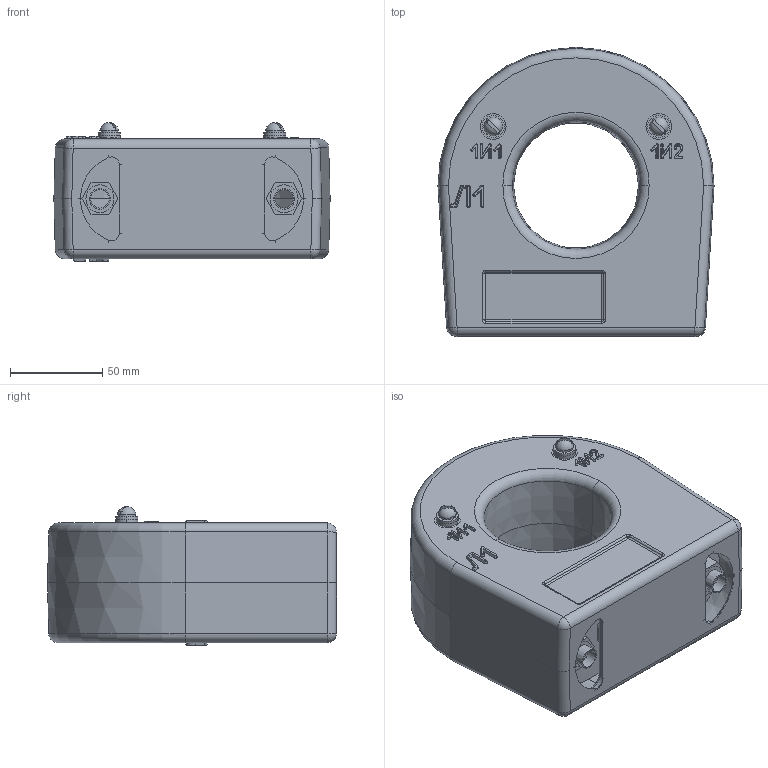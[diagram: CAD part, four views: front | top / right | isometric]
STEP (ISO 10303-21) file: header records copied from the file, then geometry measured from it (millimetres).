
FILE_DESCRIPTION (( 'STEP AP203' ), '1' );
FILE_NAME ('ﾒﾄﾋ-0,66.STEP', '2022-08-08T04:41:16', ( '' ), ( '' ), 'SwSTEP 2.0', 'SolidWorks 2010', '' );
FILE_SCHEMA (( 'CONFIG_CONTROL_DESIGN' ));
Length unit declared in the file: millimetre
Products named in the file (1): ﾒﾄﾋ-0,66
Bounding box: 150 x 157 x 75.42 mm (x, y, z)
Surface area: 88899.2 mm2 (no closed solid volume)
Topology: 0 solids, 13 shells, 237 faces, 698 edges, 478 vertices
Faces by surface type: plane 99, cone 56, cylinder 44, torus 14, bspline 12, sphere 12
Entity records: 9038 total; most frequent: CARTESIAN_POINT 2677, DIRECTION 1344, ORIENTED_EDGE 1226, EDGE_CURVE 694, AXIS2_PLACEMENT_3D 489, VERTEX_POINT 478, VECTOR 366, LINE 366
